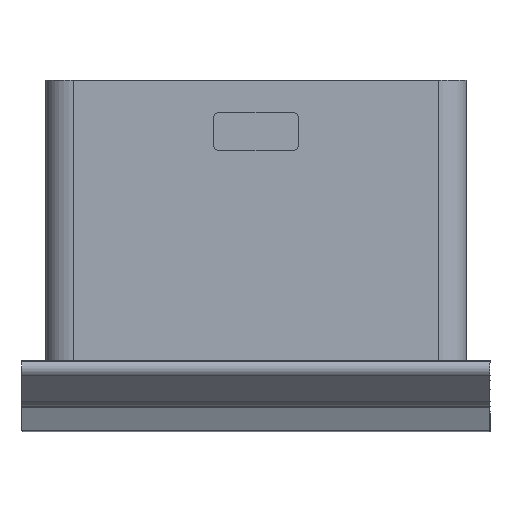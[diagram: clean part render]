
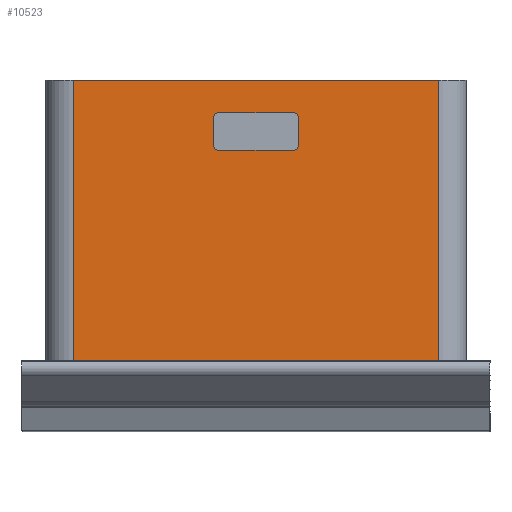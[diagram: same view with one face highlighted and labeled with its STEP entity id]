
A CAD part, left-side view. The second image highlights one B-rep face of the part: STEP entity #10523.
In plain terms, the highlighted planar face has unit normal (-1, 0, 0).
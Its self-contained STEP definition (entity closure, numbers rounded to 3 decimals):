
#191=FACE_BOUND('',#1528,.T.);
#491=PLANE('',#11357);
#909=FACE_OUTER_BOUND('',#1527,.T.);
#1527=EDGE_LOOP('',(#7826,#7827,#7828,#7829));
#1528=EDGE_LOOP('',(#7830,#7831,#7832,#7833,#7834,#7835,#7836,#7837));
#2184=LINE('',#15502,#3181);
#2255=LINE('',#15806,#3252);
#2257=LINE('',#15812,#3254);
#2258=LINE('',#15813,#3255);
#2259=LINE('',#15816,#3256);
#2260=LINE('',#15820,#3257);
#2261=LINE('',#15824,#3258);
#2262=LINE('',#15828,#3259);
#3181=VECTOR('',#12617,10.);
#3252=VECTOR('',#12860,10.);
#3254=VECTOR('',#12866,10.);
#3255=VECTOR('',#12867,10.);
#3256=VECTOR('',#12868,10.);
#3257=VECTOR('',#12871,10.);
#3258=VECTOR('',#12874,10.);
#3259=VECTOR('',#12877,10.);
#4175=CIRCLE('',#11358,0.5);
#4176=CIRCLE('',#11359,0.5);
#4177=CIRCLE('',#11360,0.5);
#4178=CIRCLE('',#11361,0.5);
#4593=VERTEX_POINT('',#15488);
#4599=VERTEX_POINT('',#15500);
#4666=VERTEX_POINT('',#15805);
#4668=VERTEX_POINT('',#15811);
#4669=VERTEX_POINT('',#15814);
#4670=VERTEX_POINT('',#15815);
#4671=VERTEX_POINT('',#15817);
#4672=VERTEX_POINT('',#15819);
#4673=VERTEX_POINT('',#15821);
#4674=VERTEX_POINT('',#15823);
#4675=VERTEX_POINT('',#15825);
#4676=VERTEX_POINT('',#15827);
#5739=EDGE_CURVE('',#4599,#4593,#2184,.T.);
#5854=EDGE_CURVE('',#4593,#4666,#2255,.T.);
#5857=EDGE_CURVE('',#4668,#4599,#2257,.T.);
#5858=EDGE_CURVE('',#4666,#4668,#2258,.T.);
#5859=EDGE_CURVE('',#4669,#4670,#2259,.F.);
#5860=EDGE_CURVE('',#4671,#4670,#4175,.T.);
#5861=EDGE_CURVE('',#4671,#4672,#2260,.F.);
#5862=EDGE_CURVE('',#4673,#4672,#4176,.T.);
#5863=EDGE_CURVE('',#4673,#4674,#2261,.F.);
#5864=EDGE_CURVE('',#4675,#4674,#4177,.T.);
#5865=EDGE_CURVE('',#4675,#4676,#2262,.F.);
#5866=EDGE_CURVE('',#4669,#4676,#4178,.T.);
#7826=ORIENTED_EDGE('',*,*,#5854,.F.);
#7827=ORIENTED_EDGE('',*,*,#5739,.F.);
#7828=ORIENTED_EDGE('',*,*,#5857,.F.);
#7829=ORIENTED_EDGE('',*,*,#5858,.F.);
#7830=ORIENTED_EDGE('',*,*,#5859,.T.);
#7831=ORIENTED_EDGE('',*,*,#5860,.F.);
#7832=ORIENTED_EDGE('',*,*,#5861,.T.);
#7833=ORIENTED_EDGE('',*,*,#5862,.F.);
#7834=ORIENTED_EDGE('',*,*,#5863,.T.);
#7835=ORIENTED_EDGE('',*,*,#5864,.F.);
#7836=ORIENTED_EDGE('',*,*,#5865,.T.);
#7837=ORIENTED_EDGE('',*,*,#5866,.F.);
#10523=ADVANCED_FACE('',(#909,#191),#491,.F.);
#11357=AXIS2_PLACEMENT_3D('',#15810,#12864,#12865);
#11358=AXIS2_PLACEMENT_3D('',#15818,#12869,#12870);
#11359=AXIS2_PLACEMENT_3D('',#15822,#12872,#12873);
#11360=AXIS2_PLACEMENT_3D('',#15826,#12875,#12876);
#11361=AXIS2_PLACEMENT_3D('',#15829,#12878,#12879);
#12617=DIRECTION('',(0.,1.,0.));
#12860=DIRECTION('',(0.,0.,1.));
#12864=DIRECTION('center_axis',(1.,0.,0.));
#12865=DIRECTION('ref_axis',(0.,0.,-1.));
#12866=DIRECTION('',(0.,0.,-1.));
#12867=DIRECTION('',(0.,-1.,0.));
#12868=DIRECTION('',(0.,0.,-1.));
#12869=DIRECTION('center_axis',(-1.,0.,0.));
#12870=DIRECTION('ref_axis',(0.,0.707,0.707));
#12871=DIRECTION('',(0.,1.,0.));
#12872=DIRECTION('center_axis',(-1.,0.,0.));
#12873=DIRECTION('ref_axis',(0.,-0.707,0.707));
#12874=DIRECTION('',(0.,0.,1.));
#12875=DIRECTION('center_axis',(-1.,0.,0.));
#12876=DIRECTION('ref_axis',(0.,-0.707,-0.707));
#12877=DIRECTION('',(0.,-1.,0.));
#12878=DIRECTION('center_axis',(-1.,0.,0.));
#12879=DIRECTION('ref_axis',(0.,0.707,-0.707));
#15488=CARTESIAN_POINT('',(0.,42.,0.));
#15500=CARTESIAN_POINT('',(0.,3.,0.));
#15502=CARTESIAN_POINT('',(0.,22.5,0.));
#15805=CARTESIAN_POINT('',(0.,42.,30.));
#15806=CARTESIAN_POINT('',(0.,42.,15.));
#15810=CARTESIAN_POINT('Origin',(0.,22.5,15.));
#15811=CARTESIAN_POINT('',(0.,3.,30.));
#15812=CARTESIAN_POINT('',(0.,3.,15.));
#15813=CARTESIAN_POINT('',(0.,22.5,30.));
#15814=CARTESIAN_POINT('',(0.,27.,23.));
#15815=CARTESIAN_POINT('',(0.,27.,26.));
#15816=CARTESIAN_POINT('',(0.,27.,20.5));
#15817=CARTESIAN_POINT('',(0.,26.5,26.5));
#15818=CARTESIAN_POINT('Origin',(0.,26.5,26.));
#15819=CARTESIAN_POINT('',(0.,18.5,26.5));
#15820=CARTESIAN_POINT('',(0.,20.5,26.5));
#15821=CARTESIAN_POINT('',(0.,18.,26.));
#15822=CARTESIAN_POINT('Origin',(0.,18.5,26.));
#15823=CARTESIAN_POINT('',(0.,18.,23.));
#15824=CARTESIAN_POINT('',(0.,18.,19.));
#15825=CARTESIAN_POINT('',(0.,18.5,22.5));
#15826=CARTESIAN_POINT('Origin',(0.,18.5,23.));
#15827=CARTESIAN_POINT('',(0.,26.5,22.5));
#15828=CARTESIAN_POINT('',(0.,24.5,22.5));
#15829=CARTESIAN_POINT('Origin',(0.,26.5,23.));
